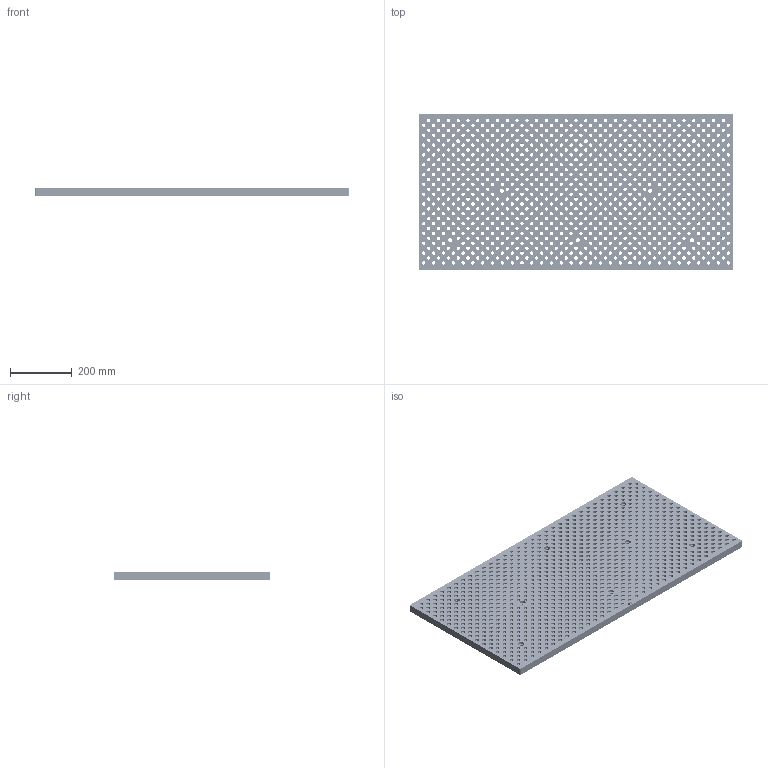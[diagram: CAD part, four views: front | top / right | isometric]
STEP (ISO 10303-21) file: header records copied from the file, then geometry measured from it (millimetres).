
FILE_DESCRIPTION(/* description */ (''),/* implementation_level */ '2;1');
FILE_NAME(/* name */ 'Haas VF-3 Fixture Plate.step',/* time_stamp */ '2024-01-19T15:25:37-05:00',/* author */ (''),/* organization */ (''),/* preprocessor_version */ 'ST-DEVELOPER v20',/* originating_system */ 'Autodesk Translation Framework v12.14.0.127',/* authorisation */ '');
FILE_SCHEMA (('AUTOMOTIVE_DESIGN { 1 0 10303 214 3 1 1 }'));
Products named in the file (4): _VF-3 CAD Master; INCH Plate; SMW v3; Solid
Assembly tree (3 placements, depth 4):
  _VF-3 CAD Master
    INCH Plate
      SMW v3
        Solid
Bounding box: 1016 x 506.22 x 24.13 mm (x, y, z)
Volume: 10100572.8 mm3; surface area: 1737534 mm2
Topology: 1 solids, 1 shells, 2893 faces, 5841 edges, 3894 vertices
Faces by surface type: cylinder 1889, plane 957, bspline 47
Full cylindrical faces by diameter (mm): 10.808 x932, 12.725 x932, 13.081 x8, 19.939 x8
Entity records: 82089 total; most frequent: DIRECTION 15231, CARTESIAN_POINT 13697, ORIENTED_EDGE 11682, AXIS2_PLACEMENT_3D 6631, EDGE_CURVE 5841, EDGE_LOOP 5717, VERTEX_POINT 3894, CIRCLE 3778
